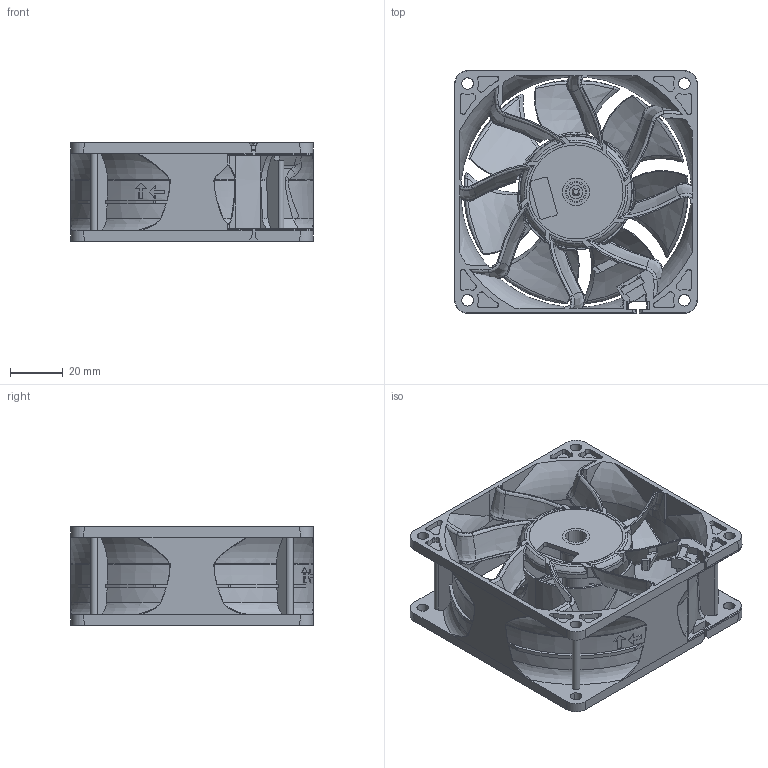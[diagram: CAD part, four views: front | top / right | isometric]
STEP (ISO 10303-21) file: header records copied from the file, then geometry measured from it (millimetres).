
FILE_DESCRIPTION((''),'2;1');
FILE_NAME('9038_ASM','2014-01-17T',('Administrator'),(''),'PRO/ENGINEER BY PARAMETRIC TECHNOLOGY CORPORATION, 2010180','PRO/ENGINEER BY PARAMETRIC TECHNOLOGY CORPORATION, 2010180','');
FILE_SCHEMA(('AUTOMOTIVE_DESIGN_CC2 { 1 2 10303 214 -1 1 5 2 }'));
Products named in the file (7): 9038K; 360007; 340002; 9038-Y; 300047; XIANGKUI; 9038_ASM
Assembly tree (6 placements, depth 2):
  9038_ASM
    9038K
    360007
    340002
    9038-Y
    300047
    XIANGKUI
Bounding box: 92.3 x 92.3 x 37.4 mm (x, y, z)
Volume: 61172.7 mm3; surface area: 69572.9 mm2
Topology: 6 solids, 6 shells, 983 faces, 2660 edges, 1692 vertices
Faces by surface type: bspline 310, plane 271, cylinder 177, torus 118, cone 84, extrusion 17, revolution 4, sphere 2
Entity records: 52874 total; most frequent: CARTESIAN_POINT 30742, ORIENTED_EDGE 5260, DIRECTION 3280, EDGE_CURVE 2630, VERTEX_POINT 1692, B_SPLINE_CURVE_WITH_KNOTS 1339, AXIS2_PLACEMENT_3D 1282, EDGE_LOOP 1060
